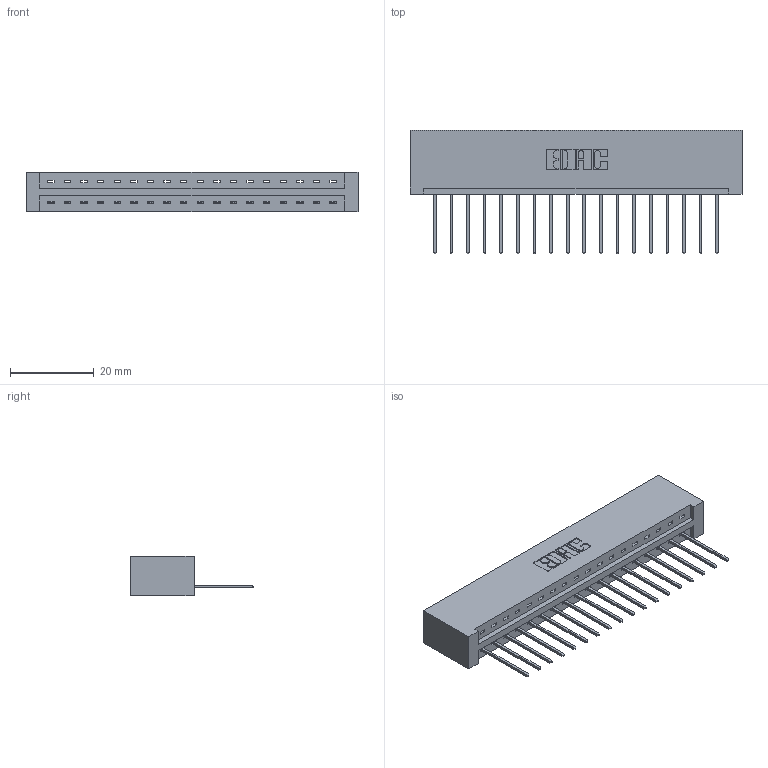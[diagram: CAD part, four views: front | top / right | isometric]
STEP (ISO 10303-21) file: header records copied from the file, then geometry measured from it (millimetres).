
FILE_DESCRIPTION (( 'STEP AP203' ), '1' );
FILE_NAME ('337-018-540-101.STEP', '2019-09-28T20:05:03', ( '' ), ( '' ), 'SwSTEP 2.0', 'SolidWorks 2016', '' );
FILE_SCHEMA (( 'CONFIG_CONTROL_DESIGN' ));
Length unit declared in the file: inch
Products named in the file (3): 337 Part_No Mounting Lugs; 345-292-001_345-293-140; 337-018-540-101
Assembly tree (19 placements, depth 2):
  337-018-540-101
    337 Part_No Mounting Lugs
    345-292-001_345-293-140  x18
Bounding box: 79.2 x 29.47 x 9.4 mm (x, y, z)
Volume: 8694 mm3; surface area: 9013.1 mm2
Topology: 19 solids, 19 shells, 1222 faces, 3671 edges, 2422 vertices
Faces by surface type: plane 894, cylinder 328
Entity records: 16225 total; most frequent: CARTESIAN_POINT 2832, ORIENTED_EDGE 2786, DIRECTION 2425, EDGE_CURVE 1393, LINE 1273, VECTOR 1273, VERTEX_POINT 926, AXIS2_PLACEMENT_3D 576
